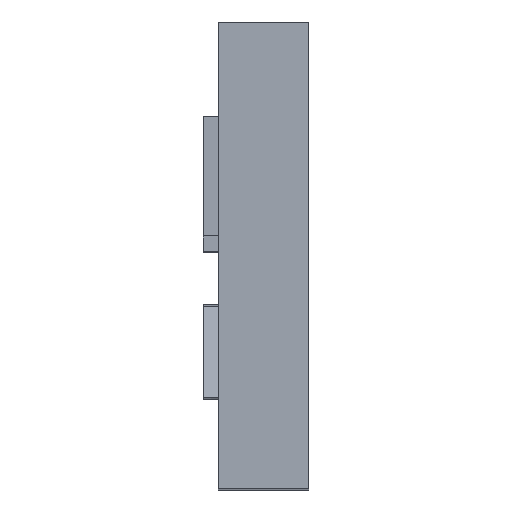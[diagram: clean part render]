
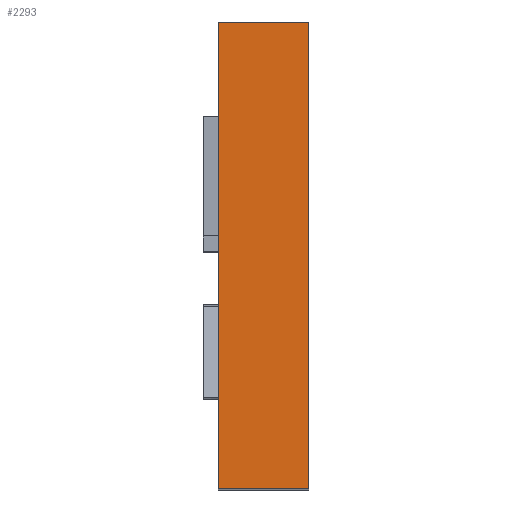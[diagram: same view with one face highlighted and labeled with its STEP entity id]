
A CAD part, top view. The second image highlights one B-rep face of the part: STEP entity #2293.
In plain terms, the highlighted planar face has unit normal (0, 0, 1).
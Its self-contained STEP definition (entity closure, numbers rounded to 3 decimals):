
#202=PLANE('',#2425);
#323=FACE_OUTER_BOUND('',#464,.T.);
#464=EDGE_LOOP('',(#2138,#2139,#2140,#2141));
#692=LINE('',#3875,#938);
#709=LINE('',#3930,#955);
#710=LINE('',#3931,#956);
#711=LINE('',#3932,#957);
#938=VECTOR('',#2822,10.);
#955=VECTOR('',#2879,10.);
#956=VECTOR('',#2880,10.);
#957=VECTOR('',#2881,10.);
#1173=VERTEX_POINT('',#3868);
#1176=VERTEX_POINT('',#3873);
#1193=VERTEX_POINT('',#3928);
#1194=VERTEX_POINT('',#3929);
#1488=EDGE_CURVE('',#1176,#1173,#692,.T.);
#1513=EDGE_CURVE('',#1193,#1194,#709,.T.);
#1514=EDGE_CURVE('',#1193,#1173,#710,.T.);
#1515=EDGE_CURVE('',#1194,#1176,#711,.T.);
#2138=ORIENTED_EDGE('',*,*,#1513,.F.);
#2139=ORIENTED_EDGE('',*,*,#1514,.T.);
#2140=ORIENTED_EDGE('',*,*,#1488,.F.);
#2141=ORIENTED_EDGE('',*,*,#1515,.F.);
#2293=ADVANCED_FACE('',(#323),#202,.T.);
#2425=AXIS2_PLACEMENT_3D('',#3927,#2877,#2878);
#2822=DIRECTION('',(0.,1.,0.));
#2877=DIRECTION('center_axis',(0.,0.,1.));
#2878=DIRECTION('ref_axis',(0.,1.,0.));
#2879=DIRECTION('',(0.,-1.,0.));
#2880=DIRECTION('',(-1.,0.,0.));
#2881=DIRECTION('',(-1.,0.,0.));
#3868=CARTESIAN_POINT('',(-6.,15.5,35.5));
#3873=CARTESIAN_POINT('',(-6.,-15.5,35.5));
#3875=CARTESIAN_POINT('',(-6.,15.5,35.5));
#3927=CARTESIAN_POINT('Origin',(0.,-15.5,35.5));
#3928=CARTESIAN_POINT('',(0.,15.5,35.5));
#3929=CARTESIAN_POINT('',(0.,-15.5,35.5));
#3930=CARTESIAN_POINT('',(0.,15.5,35.5));
#3931=CARTESIAN_POINT('',(0.,15.5,35.5));
#3932=CARTESIAN_POINT('',(0.,-15.5,35.5));
